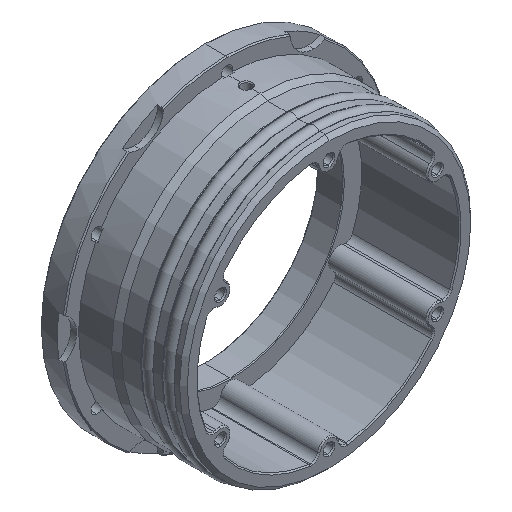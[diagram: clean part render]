
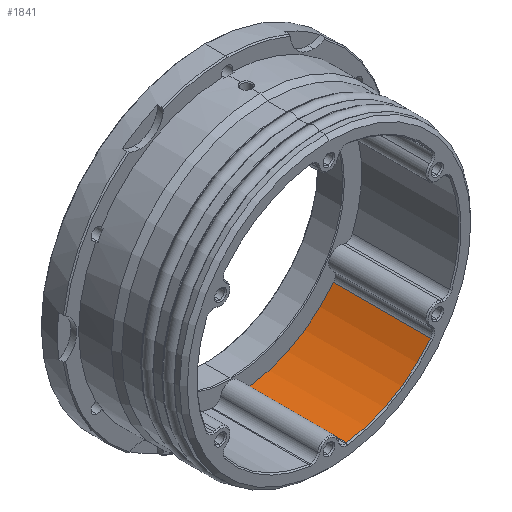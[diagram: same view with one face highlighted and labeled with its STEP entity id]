
A CAD part, isometric view. The second image highlights one B-rep face of the part: STEP entity #1841.
In plain terms, the highlighted cylindrical face has radius 34 mm (diameter 68 mm), a partial arc.
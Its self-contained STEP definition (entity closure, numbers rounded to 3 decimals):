
#99 = CARTESIAN_POINT ( 'NONE',  ( 4.914, -0.2, -33.643 ) ) ;
#385 = DIRECTION ( 'NONE',  ( 0., 0., -1. ) ) ;
#415 = DIRECTION ( 'NONE',  ( 0., 0., 1. ) ) ;
#449 = VERTEX_POINT ( 'NONE', #3234 ) ;
#450 = LINE ( 'NONE', #3504, #4523 ) ;
#461 = DIRECTION ( 'NONE',  ( 0., -1., 0. ) ) ;
#543 = CARTESIAN_POINT ( 'NONE',  ( 26.679, -0.2, -21.077 ) ) ;
#605 = AXIS2_PLACEMENT_3D ( 'NONE', #2521, #5477, #415 ) ;
#639 = EDGE_CURVE ( 'NONE', #3709, #5711, #6259, .T. ) ;
#864 = AXIS2_PLACEMENT_3D ( 'NONE', #4453, #1967, #385 ) ;
#1052 = VECTOR ( 'NONE', #461, 1000. ) ;
#1158 = AXIS2_PLACEMENT_3D ( 'NONE', #1622, #3194, #4711 ) ;
#1453 = EDGE_CURVE ( 'NONE', #2741, #3709, #2532, .T. ) ;
#1622 = CARTESIAN_POINT ( 'NONE',  ( 0., 25., 0. ) ) ;
#1841 = ADVANCED_FACE ( 'NONE', ( #5751 ), #5720, .F. ) ;
#1861 = ORIENTED_EDGE ( 'NONE', *, *, #639, .T. ) ;
#1967 = DIRECTION ( 'NONE',  ( 0., -1., 0. ) ) ;
#2521 = CARTESIAN_POINT ( 'NONE',  ( 0., -0.2, 0. ) ) ;
#2532 = LINE ( 'NONE', #5935, #1052 ) ;
#2566 = EDGE_LOOP ( 'NONE', ( #4767, #1861, #3920, #3397 ) ) ;
#2741 = VERTEX_POINT ( 'NONE', #3830 ) ;
#2965 = CIRCLE ( 'NONE', #864, 34. ) ;
#3194 = DIRECTION ( 'NONE',  ( 0., -1., 0. ) ) ;
#3234 = CARTESIAN_POINT ( 'NONE',  ( 26.679, 25., -21.077 ) ) ;
#3397 = ORIENTED_EDGE ( 'NONE', *, *, #4046, .F. ) ;
#3504 = CARTESIAN_POINT ( 'NONE',  ( 26.679, 25., -21.077 ) ) ;
#3709 = VERTEX_POINT ( 'NONE', #99 ) ;
#3830 = CARTESIAN_POINT ( 'NONE',  ( 4.914, 25., -33.643 ) ) ;
#3920 = ORIENTED_EDGE ( 'NONE', *, *, #6315, .T. ) ;
#4046 = EDGE_CURVE ( 'NONE', #2741, #449, #2965, .T. ) ;
#4453 = CARTESIAN_POINT ( 'NONE',  ( 0., 25., 0. ) ) ;
#4523 = VECTOR ( 'NONE', #5998, 1000. ) ;
#4711 = DIRECTION ( 'NONE',  ( 0., 0., -1. ) ) ;
#4767 = ORIENTED_EDGE ( 'NONE', *, *, #1453, .T. ) ;
#5477 = DIRECTION ( 'NONE',  ( 0., -1., 0. ) ) ;
#5711 = VERTEX_POINT ( 'NONE', #543 ) ;
#5720 = CYLINDRICAL_SURFACE ( 'NONE', #1158, 34. ) ;
#5751 = FACE_OUTER_BOUND ( 'NONE', #2566, .T. ) ;
#5935 = CARTESIAN_POINT ( 'NONE',  ( 4.914, 25., -33.643 ) ) ;
#5998 = DIRECTION ( 'NONE',  ( 0., 1., 0. ) ) ;
#6259 = CIRCLE ( 'NONE', #605, 34. ) ;
#6315 = EDGE_CURVE ( 'NONE', #5711, #449, #450, .T. ) ;
